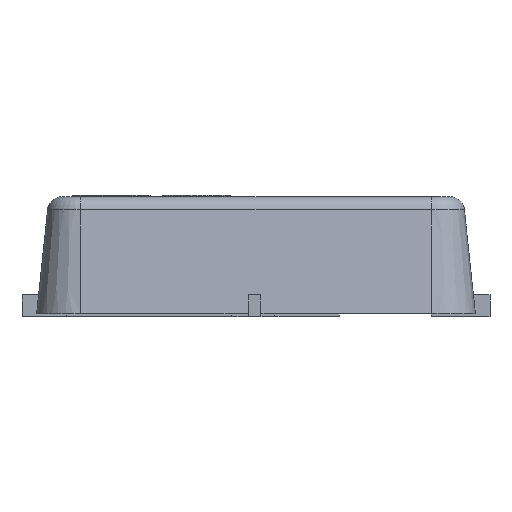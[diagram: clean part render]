
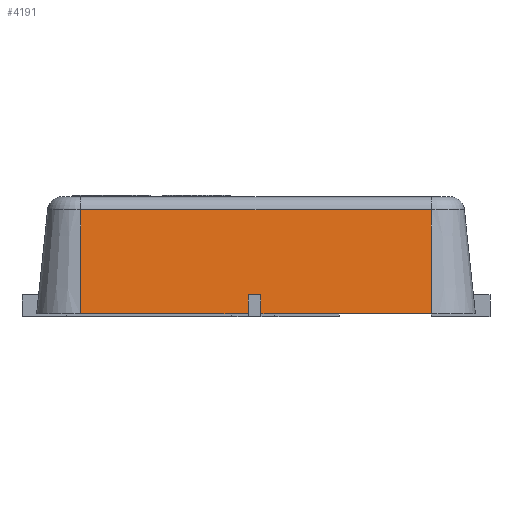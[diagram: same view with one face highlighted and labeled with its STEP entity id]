
A CAD part, left-side view. The second image highlights one B-rep face of the part: STEP entity #4191.
In plain terms, the highlighted planar face has unit normal (-0.995, 0, 0.104).
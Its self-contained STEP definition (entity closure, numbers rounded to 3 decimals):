
#209 = DIRECTION ( 'NONE',  ( -0.105, 0., -0.995 ) ) ;
#473 = LINE ( 'NONE', #2914, #16772 ) ;
#482 = LINE ( 'NONE', #3094, #8575 ) ;
#877 = ORIENTED_EDGE ( 'NONE', *, *, #10420, .F. ) ;
#902 = CARTESIAN_POINT ( 'NONE',  ( -1.5, 0.054, 0. ) ) ;
#946 = PLANE ( 'NONE',  #14128 ) ;
#1278 = VECTOR ( 'NONE', #10279, 1000. ) ;
#1311 = LINE ( 'NONE', #12038, #14081 ) ;
#1623 = DIRECTION ( 'NONE',  ( 0., 1., 0. ) ) ;
#2277 = FACE_OUTER_BOUND ( 'NONE', #4811, .T. ) ;
#2357 = CARTESIAN_POINT ( 'NONE',  ( -1.425, 1.2, 0.71 ) ) ;
#2495 = LINE ( 'NONE', #8998, #16388 ) ;
#2914 = CARTESIAN_POINT ( 'NONE',  ( -1.486, 1.2, 0.13 ) ) ;
#3094 = CARTESIAN_POINT ( 'NONE',  ( -1.5, -1.2, 0. ) ) ;
#3637 = VERTEX_POINT ( 'NONE', #6230 ) ;
#3703 = DIRECTION ( 'NONE',  ( 0., -1., 0. ) ) ;
#3843 = VERTEX_POINT ( 'NONE', #6403 ) ;
#4110 = ORIENTED_EDGE ( 'NONE', *, *, #12461, .F. ) ;
#4191 = ADVANCED_FACE ( 'NONE', ( #2277 ), #946, .T. ) ;
#4441 = VERTEX_POINT ( 'NONE', #7527 ) ;
#4762 = LINE ( 'NONE', #902, #12621 ) ;
#4765 = CARTESIAN_POINT ( 'NONE',  ( -1.5, -0.034, 0. ) ) ;
#4811 = EDGE_LOOP ( 'NONE', ( #877, #14001, #7712, #10424, #6022, #4110, #5211, #6922 ) ) ;
#5211 = ORIENTED_EDGE ( 'NONE', *, *, #14299, .T. ) ;
#5420 = VERTEX_POINT ( 'NONE', #15727 ) ;
#5942 = CARTESIAN_POINT ( 'NONE',  ( -1.425, -1.2, 0.71 ) ) ;
#6022 = ORIENTED_EDGE ( 'NONE', *, *, #15585, .F. ) ;
#6230 = CARTESIAN_POINT ( 'NONE',  ( -1.486, -0.034, 0.13 ) ) ;
#6335 = DIRECTION ( 'NONE',  ( -0.105, 0., -0.995 ) ) ;
#6403 = CARTESIAN_POINT ( 'NONE',  ( -1.425, 1.2, 0.71 ) ) ;
#6922 = ORIENTED_EDGE ( 'NONE', *, *, #16858, .T. ) ;
#7154 = VECTOR ( 'NONE', #10109, 1000. ) ;
#7188 = CARTESIAN_POINT ( 'NONE',  ( -1.5, 0.054, 0. ) ) ;
#7458 = DIRECTION ( 'NONE',  ( 0.105, 0., 0.995 ) ) ;
#7527 = CARTESIAN_POINT ( 'NONE',  ( -1.5, 1.2, 0. ) ) ;
#7712 = ORIENTED_EDGE ( 'NONE', *, *, #11790, .T. ) ;
#8575 = VECTOR ( 'NONE', #209, 1000. ) ;
#8772 = LINE ( 'NONE', #2357, #1278 ) ;
#8860 = CARTESIAN_POINT ( 'NONE',  ( -1.5, 1.2, 0. ) ) ;
#8873 = VERTEX_POINT ( 'NONE', #16986 ) ;
#8998 = CARTESIAN_POINT ( 'NONE',  ( -1.5, 1.2, 0. ) ) ;
#9052 = VERTEX_POINT ( 'NONE', #5942 ) ;
#9392 = EDGE_CURVE ( 'NONE', #4441, #14021, #2495, .T. ) ;
#10075 = LINE ( 'NONE', #4765, #11743 ) ;
#10109 = DIRECTION ( 'NONE',  ( 0., -1., 0. ) ) ;
#10279 = DIRECTION ( 'NONE',  ( 0., 1., 0. ) ) ;
#10420 = EDGE_CURVE ( 'NONE', #9052, #12943, #482, .T. ) ;
#10424 = ORIENTED_EDGE ( 'NONE', *, *, #9392, .T. ) ;
#11743 = VECTOR ( 'NONE', #6335, 1000. ) ;
#11790 = EDGE_CURVE ( 'NONE', #3843, #4441, #1311, .T. ) ;
#12038 = CARTESIAN_POINT ( 'NONE',  ( -1.5, 1.2, 0. ) ) ;
#12292 = DIRECTION ( 'NONE',  ( -0.105, 0., -0.995 ) ) ;
#12461 = EDGE_CURVE ( 'NONE', #3637, #5420, #473, .T. ) ;
#12621 = VECTOR ( 'NONE', #13128, 1000. ) ;
#12943 = VERTEX_POINT ( 'NONE', #13340 ) ;
#13128 = DIRECTION ( 'NONE',  ( -0.105, 0., -0.995 ) ) ;
#13340 = CARTESIAN_POINT ( 'NONE',  ( -1.5, -1.2, 0. ) ) ;
#14001 = ORIENTED_EDGE ( 'NONE', *, *, #16921, .T. ) ;
#14021 = VERTEX_POINT ( 'NONE', #7188 ) ;
#14081 = VECTOR ( 'NONE', #12292, 1000. ) ;
#14128 = AXIS2_PLACEMENT_3D ( 'NONE', #8860, #15438, #7458 ) ;
#14299 = EDGE_CURVE ( 'NONE', #3637, #8873, #10075, .T. ) ;
#15438 = DIRECTION ( 'NONE',  ( -0.995, 0., 0.105 ) ) ;
#15519 = CARTESIAN_POINT ( 'NONE',  ( -1.5, 1.2, 0. ) ) ;
#15585 = EDGE_CURVE ( 'NONE', #5420, #14021, #4762, .T. ) ;
#15727 = CARTESIAN_POINT ( 'NONE',  ( -1.486, 0.054, 0.13 ) ) ;
#16388 = VECTOR ( 'NONE', #3703, 1000. ) ;
#16772 = VECTOR ( 'NONE', #1623, 1000. ) ;
#16858 = EDGE_CURVE ( 'NONE', #8873, #12943, #17061, .T. ) ;
#16921 = EDGE_CURVE ( 'NONE', #9052, #3843, #8772, .T. ) ;
#16986 = CARTESIAN_POINT ( 'NONE',  ( -1.5, -0.034, 0. ) ) ;
#17061 = LINE ( 'NONE', #15519, #7154 ) ;
